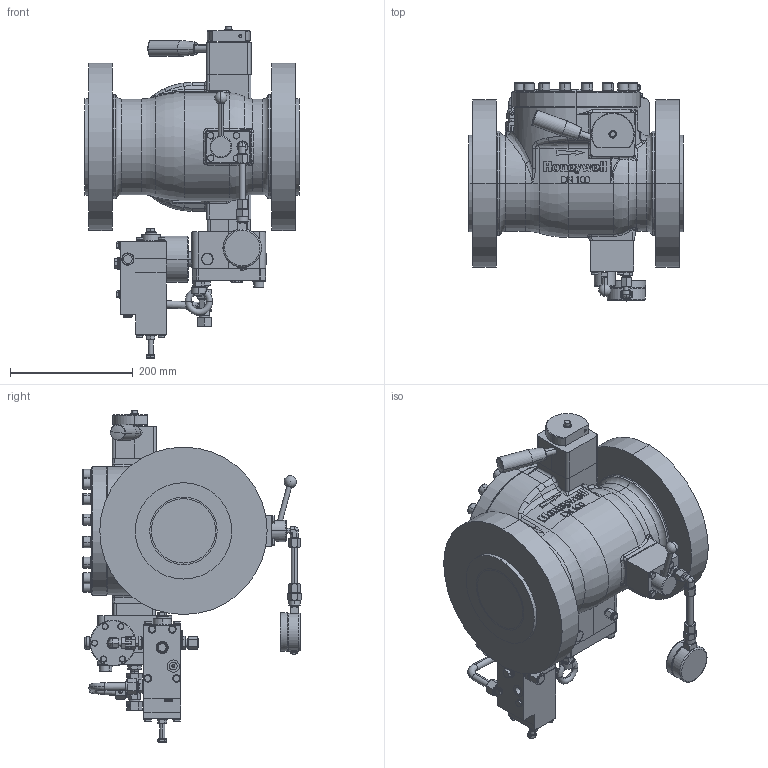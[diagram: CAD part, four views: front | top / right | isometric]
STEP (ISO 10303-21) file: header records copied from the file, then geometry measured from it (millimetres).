
FILE_DESCRIPTION (( 'STEP AP214' ), '1' );
FILE_NAME ('HON711-DN100-K16-Class600RF.STEP', '2019-07-30T04:29:12', ( '' ), ( '' ), 'SwSTEP 2.0', 'SolidWorks 2017', '' );
FILE_SCHEMA (( 'AUTOMOTIVE_DESIGN' ));
Length unit declared in the file: millimetre
Products named in the file (1): HON711-DN100-K16-Class600RF
Bounding box: 350 x 356 x 541.49 mm (x, y, z)
Volume: 16770397.4 mm3; surface area: 769689 mm2
Topology: 2 solids, 2 shells, 2504 faces, 5907 edges, 3584 vertices
Faces by surface type: plane 1024, cylinder 629, cone 460, bspline 199, torus 182, sphere 10
Entity records: 99122 total; most frequent: CARTESIAN_POINT 25643, ORIENTED_EDGE 11760, DIRECTION 11419, EDGE_CURVE 5880, AXIS2_PLACEMENT_3D 4532, VERTEX_POINT 3581, EDGE_LOOP 2739, ADVANCED_FACE 2504
